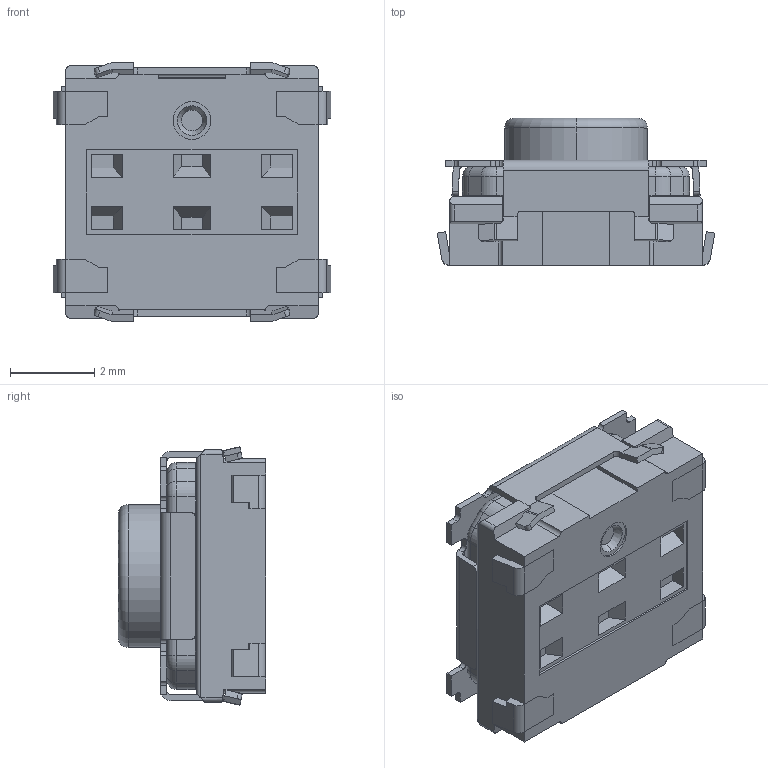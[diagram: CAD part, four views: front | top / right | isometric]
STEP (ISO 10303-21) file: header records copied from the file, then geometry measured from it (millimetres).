
FILE_DESCRIPTION (( 'STEP AP203' ), '1' );
FILE_NAME ('EVP002Z5014.STEP', '2015-03-10T08:34:52', ( '技術グループ' ), ( 'パナソニック㈱　デバイス社' ), 'SwSTEP 2.0', 'SolidWorks 2014', '' );
FILE_SCHEMA (( 'CONFIG_CONTROL_DESIGN' ));
Length unit declared in the file: millimetre
Products named in the file (1): EVP002Z5014
Bounding box: 6.6 x 3.5 x 6.14 mm (x, y, z)
Volume: 90.1 mm3; surface area: 208.9 mm2
Topology: 5 solids, 5 shells, 334 faces, 904 edges, 592 vertices
Faces by surface type: plane 223, cylinder 99, torus 10, cone 2
Entity records: 10579 total; most frequent: CARTESIAN_POINT 2026, ORIENTED_EDGE 1808, DIRECTION 1720, EDGE_CURVE 904, VECTOR 680, LINE 680, VERTEX_POINT 592, AXIS2_PLACEMENT_3D 520
